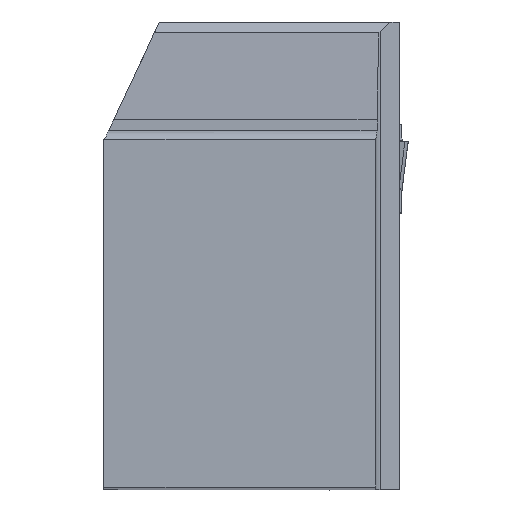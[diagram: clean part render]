
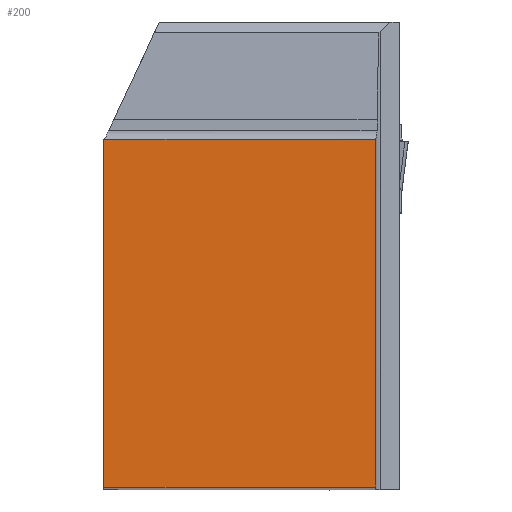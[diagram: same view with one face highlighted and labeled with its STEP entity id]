
A CAD part, top view. The second image highlights one B-rep face of the part: STEP entity #200.
In plain terms, the highlighted planar face has unit normal (0, 0, 1).
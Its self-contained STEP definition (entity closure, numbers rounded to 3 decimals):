
#200=ADVANCED_FACE('',(#369),#292,.T.);
#292=PLANE('',#2638);
#369=FACE_OUTER_BOUND('',#491,.T.);
#491=EDGE_LOOP('',(#934,#935,#936,#937));
#934=ORIENTED_EDGE('',*,*,#1674,.F.);
#935=ORIENTED_EDGE('',*,*,#1675,.F.);
#936=ORIENTED_EDGE('',*,*,#1656,.T.);
#937=ORIENTED_EDGE('',*,*,#1607,.T.);
#1335=VERTEX_POINT('',#4300);
#1336=VERTEX_POINT('',#4302);
#1370=VERTEX_POINT('',#4415);
#1381=VERTEX_POINT('',#4488);
#1607=EDGE_CURVE('',#1336,#1335,#2162,.T.);
#1656=EDGE_CURVE('',#1370,#1336,#2196,.T.);
#1674=EDGE_CURVE('',#1381,#1335,#2205,.T.);
#1675=EDGE_CURVE('',#1370,#1381,#2206,.T.);
#2162=LINE('',#4301,#2346);
#2196=LINE('',#4414,#2380);
#2205=LINE('',#4489,#2389);
#2206=LINE('',#4491,#2390);
#2346=VECTOR('',#3001,1.);
#2380=VECTOR('',#3085,1.);
#2389=VECTOR('',#3112,1.);
#2390=VECTOR('',#3115,1.);
#2638=AXIS2_PLACEMENT_3D('',#4492,#3116,#3117);
#3001=DIRECTION('',(1.,0.,0.));
#3085=DIRECTION('',(0.,-1.,0.));
#3112=DIRECTION('',(0.,-1.,0.));
#3115=DIRECTION('',(1.,0.,0.));
#3116=DIRECTION('',(0.,0.,1.));
#3117=DIRECTION('',(1.,0.,0.));
#4300=CARTESIAN_POINT('',(25.,0.,0.));
#4301=CARTESIAN_POINT('',(0.,0.,0.));
#4302=CARTESIAN_POINT('',(0.,0.,0.));
#4414=CARTESIAN_POINT('',(0.,32.,0.));
#4415=CARTESIAN_POINT('',(0.,32.,0.));
#4488=CARTESIAN_POINT('',(25.,32.,0.));
#4489=CARTESIAN_POINT('',(25.,32.,0.));
#4491=CARTESIAN_POINT('',(0.,32.,0.));
#4492=CARTESIAN_POINT('',(12.5,16.,0.));
